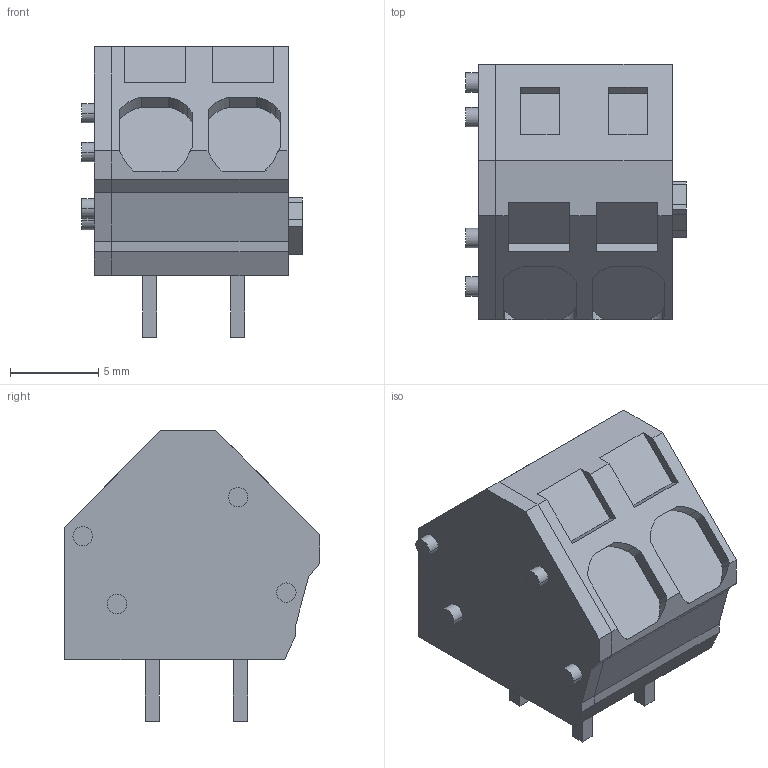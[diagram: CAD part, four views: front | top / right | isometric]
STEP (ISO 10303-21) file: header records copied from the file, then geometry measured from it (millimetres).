
FILE_DESCRIPTION(('CATIA V5R20 STEP214','CAx-IF Rec.Pracs.--- Model Styling and Organization---1.4--- 2014-01-23'),'2;1');
FILE_NAME ('026333-3_0', '2019-03-13T07:06:37+00:00', ('Weidmueller Interface'), ('Weidmueller'), 'CATIA Version 5-6 Release 2016 SP3 HF44', 'CATIA V5 STEP AP214', 'none');
FILE_SCHEMA(('AUTOMOTIVE_DESIGN { 1 0 10303 214 1 1 1 1 }'));
Length unit declared in the file: millimetre
Products named in the file (1): 1913780000
Bounding box: 12.5 x 14.5 x 16.48 mm (x, y, z)
Volume: 1572.1 mm3; surface area: 1366.4 mm2
Topology: 6 solids, 10 shells, 167 faces, 426 edges, 286 vertices
Faces by surface type: plane 121, cylinder 46
Entity records: 4736 total; most frequent: CARTESIAN_POINT 932, ORIENTED_EDGE 852, DIRECTION 612, EDGE_CURVE 426, VECTOR 328, LINE 328, VERTEX_POINT 286, EDGE_LOOP 182
